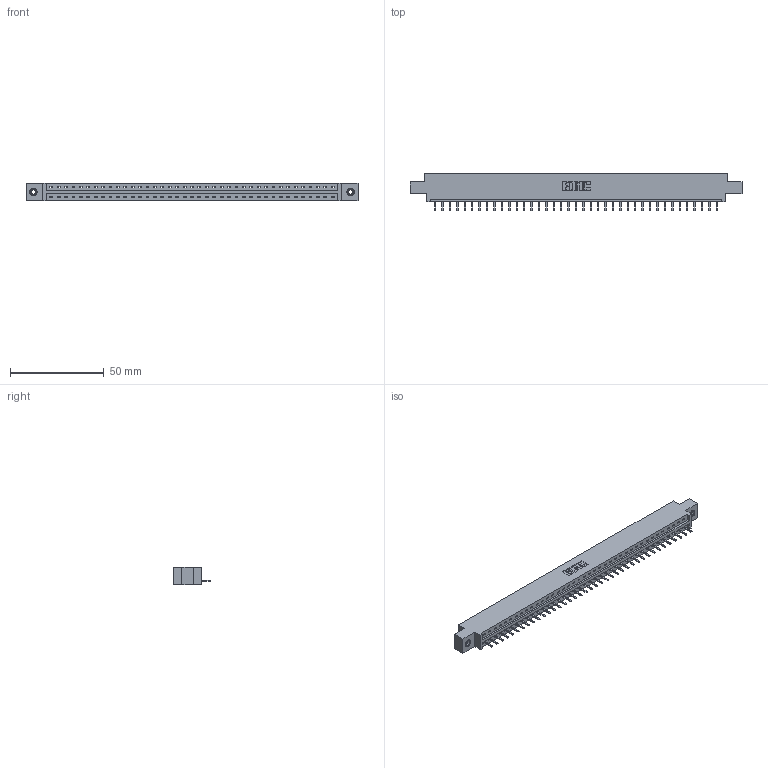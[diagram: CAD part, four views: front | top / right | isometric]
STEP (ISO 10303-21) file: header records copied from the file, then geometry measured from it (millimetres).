
FILE_DESCRIPTION (( 'STEP AP203' ), '1' );
FILE_NAME ('387-039-520-608.STEP', '2018-09-19T07:28:54', ( '' ), ( '' ), 'SwSTEP 2.0', 'SolidWorks 2016', '' );
FILE_SCHEMA (( 'CONFIG_CONTROL_DESIGN' ));
Length unit declared in the file: inch
Products named in the file (4): 337 Part_0.170 Offset - 0.156 Dia-TI; 345-292-001_345-293-120; 345-250-001_345-250-003-102; 387-039-520-608
Assembly tree (42 placements, depth 2):
  387-039-520-608
    337 Part_0.170 Offset - 0.156 Dia-TI
    345-292-001_345-293-120  x39
    345-250-001_345-250-003-102  x2
Bounding box: 177.55 x 20.02 x 9.4 mm (x, y, z)
Volume: 18179.2 mm3; surface area: 18491.2 mm2
Topology: 42 solids, 42 shells, 2752 faces, 8103 edges, 5290 vertices
Faces by surface type: plane 1978, cylinder 758, cone 12, torus 4
Entity records: 30810 total; most frequent: CARTESIAN_POINT 5358, ORIENTED_EDGE 5314, DIRECTION 4537, EDGE_CURVE 2657, VECTOR 2505, LINE 2505, VERTEX_POINT 1764, AXIS2_PLACEMENT_3D 1016
